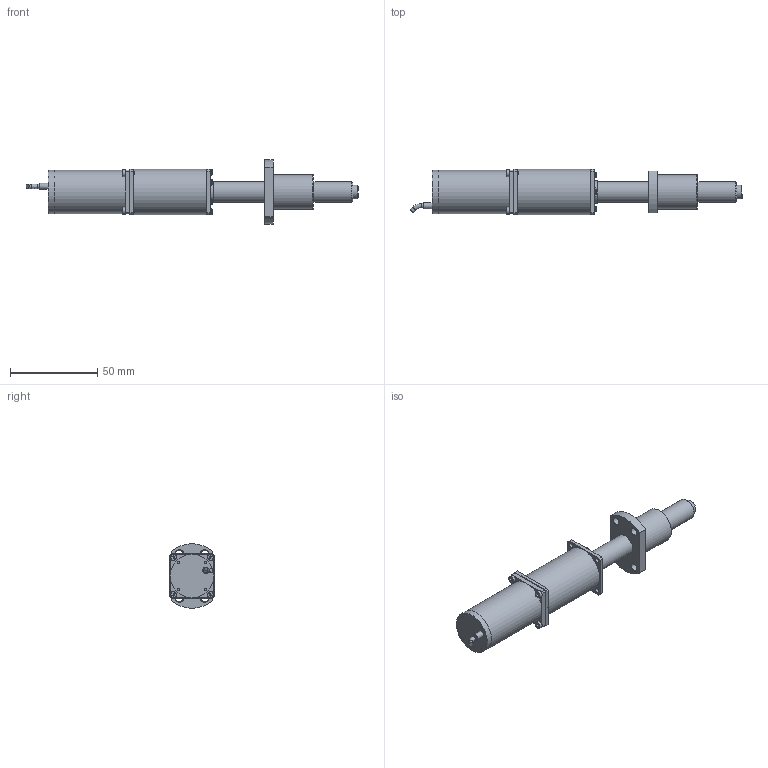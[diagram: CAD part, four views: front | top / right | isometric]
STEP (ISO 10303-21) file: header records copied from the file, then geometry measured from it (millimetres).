
FILE_DESCRIPTION(/* description */ (''),/* implementation_level */ '2;1');
FILE_NAME(/* name */ 'model_product_id294.stp',/* time_stamp */ '2022-07-13T09:12:43+02:00',/* author */ ('SD'),/* organization */ ('Micromotion GmbH Germany'),/* preprocessor_version */ 'ST-DEVELOPER v17.2',/* originating_system */ 'Autodesk Inventor 2019',/* authorisation */ '');
FILE_SCHEMA (('AUTOMOTIVE_DESIGN { 1 0 10303 214 3 1 1 }'));
Length unit declared in the file: millimetre
Products named in the file (1): model_product_id294
Bounding box: 190.54 x 26 x 36.89 mm (x, y, z)
Volume: 62428.8 mm3; surface area: 18375 mm2
Topology: 1 solids, 1 shells, 324 faces, 861 edges, 581 vertices
Faces by surface type: plane 181, cylinder 78, cone 32, torus 23, sphere 10
Full cylindrical faces by diameter (mm): 1.25 x4, 2 x10, 2.5 x2, 2.7 x4, 3.5 x1, 3.8 x4, 4.5 x4, 8 x2, 10 x1, 12 x2, 13 x1, 13.24 x2, 14 x1, 15.382 x1, 15.76 x1, 16.9 x1, 19 x2, 20 x1, 24.98 x1, 25 x2, 26 x1
Entity records: 11039 total; most frequent: CARTESIAN_POINT 2183, DIRECTION 1847, ORIENTED_EDGE 1722, EDGE_CURVE 861, AXIS2_PLACEMENT_3D 724, VERTEX_POINT 581, EDGE_LOOP 402, LINE 399
